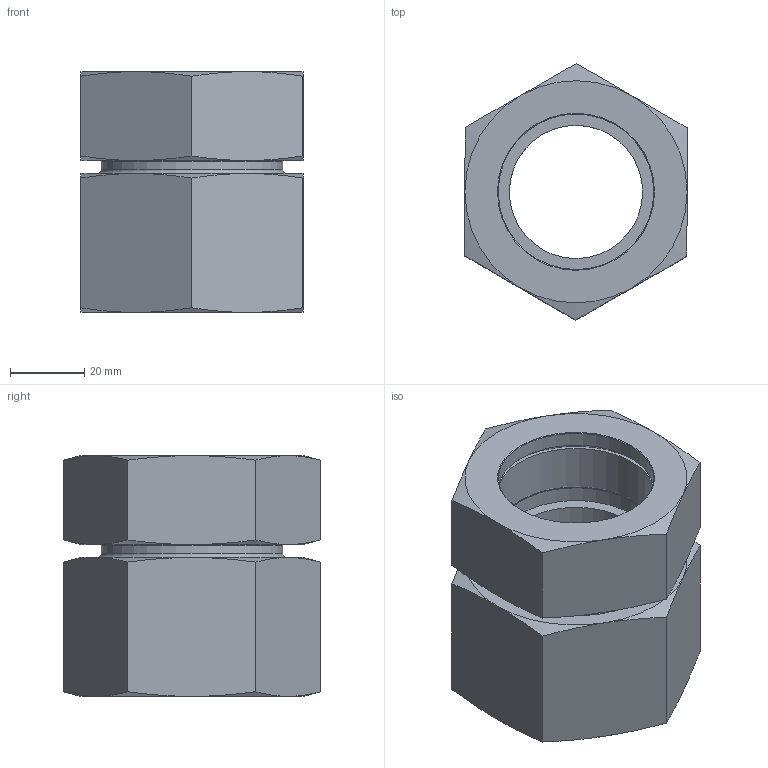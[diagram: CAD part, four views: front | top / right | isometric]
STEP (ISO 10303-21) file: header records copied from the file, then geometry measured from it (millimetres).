
FILE_DESCRIPTION((''),'2;1');
FILE_NAME('7191426452.stp','2014-08-27T16:01:53',(''),('KNOMI spol. s r. o.'),'Autodesk Inventor 2012','Autodesk Inventor 2012','');
FILE_SCHEMA(('AUTOMOTIVE_DESIGN { 1 2 10303 214 0 1 1 1 }'));
Length unit declared in the file: millimetre
Products named in the file (4): PRIR2K 42LR G1 1/2"-M52x2; 7181426452; 3914252; 40142
Assembly tree (3 placements, depth 2):
  PRIR2K 42LR G1 1/2"-M52x2
    7181426452
    3914252
    40142
Bounding box: 60.1 x 69.28 x 65 mm (x, y, z)
Volume: 109085.1 mm3; surface area: 36923.9 mm2
Topology: 3 solids, 3 shells, 70 faces, 150 edges, 89 vertices
Faces by surface type: cone 36, plane 21, cylinder 10, torus 3
Full cylindrical faces by diameter (mm): 36 x1, 42 x1, 42.25 x1, 42.3 x1, 44.845 x1, 45 x1, 49 x2, 49.835 x1, 52 x1
Entity records: 1815 total; most frequent: CARTESIAN_POINT 369, DIRECTION 278, ORIENTED_EDGE 232, AXIS2_PLACEMENT_3D 133, EDGE_CURVE 116, EDGE_LOOP 104, VERTEX_POINT 80, STYLED_ITEM 73
